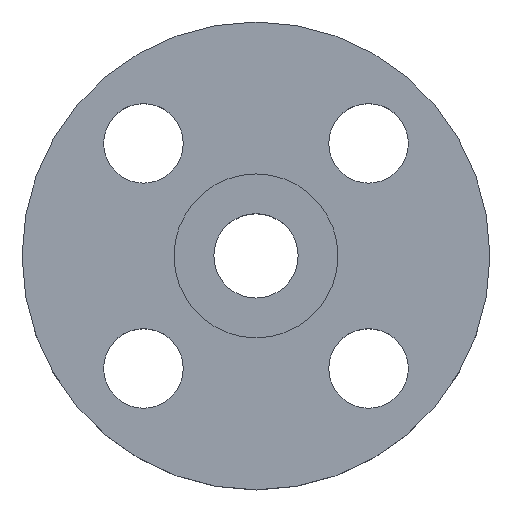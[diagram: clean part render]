
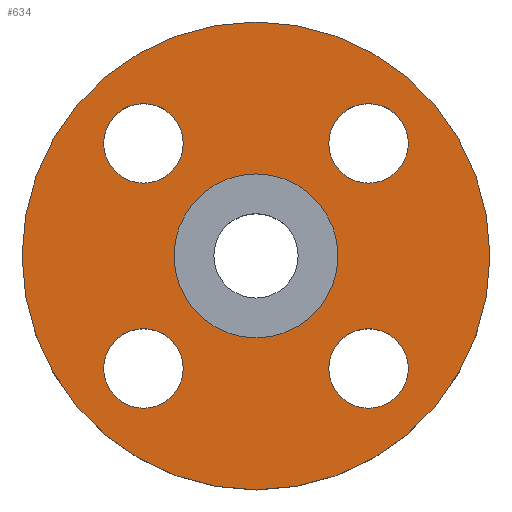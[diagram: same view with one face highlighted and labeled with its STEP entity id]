
A CAD part, top view. The second image highlights one B-rep face of the part: STEP entity #634.
In plain terms, the highlighted planar face has unit normal (0, 0, 1).
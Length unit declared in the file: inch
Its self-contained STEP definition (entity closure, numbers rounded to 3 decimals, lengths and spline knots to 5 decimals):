
#10 = VERTEX_POINT ( 'NONE', #41 ) ;
#15 = CARTESIAN_POINT ( 'NONE',  ( -1.41421, 0.91421, -0.25 ) ) ;
#17 = DIRECTION ( 'NONE',  ( 0., 0., 1. ) ) ;
#18 = DIRECTION ( 'NONE',  ( 0., 0., 1. ) ) ;
#41 = CARTESIAN_POINT ( 'NONE',  ( -1.03, 0., -0.25 ) ) ;
#49 = CARTESIAN_POINT ( 'NONE',  ( 1.41421, 1.41421, -0.25 ) ) ;
#52 = DIRECTION ( 'NONE',  ( 0., 1., 0. ) ) ;
#54 = CIRCLE ( 'NONE', #615, 1.03 ) ;
#59 = CARTESIAN_POINT ( 'NONE',  ( 1.41421, -0.91421, -0.25 ) ) ;
#66 = DIRECTION ( 'NONE',  ( 0., 0., 1. ) ) ;
#79 = VERTEX_POINT ( 'NONE', #163 ) ;
#99 = ORIENTED_EDGE ( 'NONE', *, *, #645, .F. ) ;
#113 = VERTEX_POINT ( 'NONE', #239 ) ;
#115 = CIRCLE ( 'NONE', #572, 0.5 ) ;
#123 = EDGE_LOOP ( 'NONE', ( #296, #773 ) ) ;
#126 = VERTEX_POINT ( 'NONE', #501 ) ;
#140 = DIRECTION ( 'NONE',  ( 0., 0., 1. ) ) ;
#150 = EDGE_CURVE ( 'NONE', #10, #126, #562, .T. ) ;
#158 = CARTESIAN_POINT ( 'NONE',  ( 0.91421, 1.41421, -0.25 ) ) ;
#160 = DIRECTION ( 'NONE',  ( 0., 0., 1. ) ) ;
#163 = CARTESIAN_POINT ( 'NONE',  ( 1.41421, -1.91421, -0.25 ) ) ;
#167 = CIRCLE ( 'NONE', #293, 0.5 ) ;
#171 = CARTESIAN_POINT ( 'NONE',  ( -1.91421, -1.41421, -0.25 ) ) ;
#189 = ORIENTED_EDGE ( 'NONE', *, *, #312, .F. ) ;
#205 = DIRECTION ( 'NONE',  ( -1., 0., 0. ) ) ;
#210 = PLANE ( 'NONE',  #653 ) ;
#212 = EDGE_CURVE ( 'NONE', #79, #224, #309, .T. ) ;
#213 = EDGE_CURVE ( 'NONE', #765, #113, #524, .T. ) ;
#217 = DIRECTION ( 'NONE',  ( 1., 0., 0. ) ) ;
#222 = CIRCLE ( 'NONE', #383, 0.5 ) ;
#224 = VERTEX_POINT ( 'NONE', #59 ) ;
#239 = CARTESIAN_POINT ( 'NONE',  ( 1.91421, 1.41421, -0.25 ) ) ;
#242 = EDGE_LOOP ( 'NONE', ( #550, #372 ) ) ;
#243 = EDGE_CURVE ( 'NONE', #126, #10, #54, .T. ) ;
#251 = EDGE_LOOP ( 'NONE', ( #333, #639 ) ) ;
#252 = CARTESIAN_POINT ( 'NONE',  ( 2.94, 0., -0.25 ) ) ;
#255 = FACE_BOUND ( 'NONE', #674, .T. ) ;
#258 = EDGE_CURVE ( 'NONE', #705, #278, #488, .T. ) ;
#260 = DIRECTION ( 'NONE',  ( 1., 0., 0. ) ) ;
#265 = ORIENTED_EDGE ( 'NONE', *, *, #736, .T. ) ;
#268 = CARTESIAN_POINT ( 'NONE',  ( 1.41421, -1.41421, -0.25 ) ) ;
#272 = CARTESIAN_POINT ( 'NONE',  ( -2.94, 0., -0.25 ) ) ;
#277 = DIRECTION ( 'NONE',  ( 0., 1., 0. ) ) ;
#278 = VERTEX_POINT ( 'NONE', #272 ) ;
#293 = AXIS2_PLACEMENT_3D ( 'NONE', #49, #66, #307 ) ;
#296 = ORIENTED_EDGE ( 'NONE', *, *, #597, .F. ) ;
#307 = DIRECTION ( 'NONE',  ( 1., 0., 0. ) ) ;
#309 = CIRCLE ( 'NONE', #376, 0.5 ) ;
#312 = EDGE_CURVE ( 'NONE', #224, #79, #364, .T. ) ;
#315 = CARTESIAN_POINT ( 'NONE',  ( 0., 0., -0.25 ) ) ;
#320 = CARTESIAN_POINT ( 'NONE',  ( 1.41421, 1.41421, -0.25 ) ) ;
#327 = DIRECTION ( 'NONE',  ( 1., 0., 0. ) ) ;
#333 = ORIENTED_EDGE ( 'NONE', *, *, #243, .T. ) ;
#347 = EDGE_CURVE ( 'NONE', #709, #564, #745, .T. ) ;
#350 = DIRECTION ( 'NONE',  ( 0., 0., 1. ) ) ;
#364 = CIRCLE ( 'NONE', #413, 0.5 ) ;
#372 = ORIENTED_EDGE ( 'NONE', *, *, #393, .F. ) ;
#374 = CARTESIAN_POINT ( 'NONE',  ( -0.91421, -1.41421, -0.25 ) ) ;
#376 = AXIS2_PLACEMENT_3D ( 'NONE', #268, #606, #763 ) ;
#378 = FACE_OUTER_BOUND ( 'NONE', #688, .T. ) ;
#380 = FACE_BOUND ( 'NONE', #242, .T. ) ;
#383 = AXIS2_PLACEMENT_3D ( 'NONE', #623, #554, #205 ) ;
#386 = CARTESIAN_POINT ( 'NONE',  ( 0., 0., -0.25 ) ) ;
#390 = DIRECTION ( 'NONE',  ( 0., 0., -1. ) ) ;
#392 = ORIENTED_EDGE ( 'NONE', *, *, #347, .F. ) ;
#393 = EDGE_CURVE ( 'NONE', #628, #690, #658, .T. ) ;
#410 = DIRECTION ( 'NONE',  ( 0., 0., 1. ) ) ;
#413 = AXIS2_PLACEMENT_3D ( 'NONE', #566, #160, #715 ) ;
#443 = FACE_BOUND ( 'NONE', #479, .T. ) ;
#445 = CIRCLE ( 'NONE', #586, 2.94 ) ;
#476 = AXIS2_PLACEMENT_3D ( 'NONE', #320, #626, #217 ) ;
#479 = EDGE_LOOP ( 'NONE', ( #614, #189 ) ) ;
#488 = CIRCLE ( 'NONE', #589, 2.94 ) ;
#501 = CARTESIAN_POINT ( 'NONE',  ( 1.03, 0., -0.25 ) ) ;
#504 = CARTESIAN_POINT ( 'NONE',  ( 0., 0., -0.25 ) ) ;
#507 = DIRECTION ( 'NONE',  ( 1., 0., 0. ) ) ;
#508 = EDGE_CURVE ( 'NONE', #690, #628, #115, .T. ) ;
#524 = CIRCLE ( 'NONE', #476, 0.5 ) ;
#541 = CARTESIAN_POINT ( 'NONE',  ( 0., 0., -0.25 ) ) ;
#549 = AXIS2_PLACEMENT_3D ( 'NONE', #778, #410, #771 ) ;
#550 = ORIENTED_EDGE ( 'NONE', *, *, #508, .F. ) ;
#554 = DIRECTION ( 'NONE',  ( 0., 0., 1. ) ) ;
#562 = CIRCLE ( 'NONE', #673, 1.03 ) ;
#564 = VERTEX_POINT ( 'NONE', #171 ) ;
#566 = CARTESIAN_POINT ( 'NONE',  ( 1.41421, -1.41421, -0.25 ) ) ;
#568 = FACE_BOUND ( 'NONE', #251, .T. ) ;
#570 = CARTESIAN_POINT ( 'NONE',  ( 0., 0., -0.25 ) ) ;
#572 = AXIS2_PLACEMENT_3D ( 'NONE', #605, #786, #52 ) ;
#577 = ORIENTED_EDGE ( 'NONE', *, *, #258, .T. ) ;
#586 = AXIS2_PLACEMENT_3D ( 'NONE', #315, #17, #260 ) ;
#588 = CARTESIAN_POINT ( 'NONE',  ( -1.41421, 1.41421, -0.25 ) ) ;
#589 = AXIS2_PLACEMENT_3D ( 'NONE', #570, #18, #327 ) ;
#597 = EDGE_CURVE ( 'NONE', #113, #765, #167, .T. ) ;
#605 = CARTESIAN_POINT ( 'NONE',  ( -1.41421, 1.41421, -0.25 ) ) ;
#606 = DIRECTION ( 'NONE',  ( 0., 0., 1. ) ) ;
#614 = ORIENTED_EDGE ( 'NONE', *, *, #212, .F. ) ;
#615 = AXIS2_PLACEMENT_3D ( 'NONE', #541, #692, #754 ) ;
#623 = CARTESIAN_POINT ( 'NONE',  ( -1.41421, -1.41421, -0.25 ) ) ;
#626 = DIRECTION ( 'NONE',  ( 0., 0., 1. ) ) ;
#628 = VERTEX_POINT ( 'NONE', #15 ) ;
#629 = FACE_BOUND ( 'NONE', #123, .T. ) ;
#634 = ADVANCED_FACE ( 'NONE', ( #443, #255, #380, #629, #568, #378 ), #210, .T. ) ;
#636 = DIRECTION ( 'NONE',  ( 1., 0., 0. ) ) ;
#639 = ORIENTED_EDGE ( 'NONE', *, *, #150, .T. ) ;
#645 = EDGE_CURVE ( 'NONE', #564, #709, #222, .T. ) ;
#653 = AXIS2_PLACEMENT_3D ( 'NONE', #386, #140, #636 ) ;
#658 = CIRCLE ( 'NONE', #761, 0.5 ) ;
#673 = AXIS2_PLACEMENT_3D ( 'NONE', #504, #390, #507 ) ;
#674 = EDGE_LOOP ( 'NONE', ( #99, #392 ) ) ;
#680 = CARTESIAN_POINT ( 'NONE',  ( -1.41421, 1.91421, -0.25 ) ) ;
#688 = EDGE_LOOP ( 'NONE', ( #577, #265 ) ) ;
#690 = VERTEX_POINT ( 'NONE', #680 ) ;
#692 = DIRECTION ( 'NONE',  ( 0., 0., -1. ) ) ;
#705 = VERTEX_POINT ( 'NONE', #252 ) ;
#709 = VERTEX_POINT ( 'NONE', #374 ) ;
#715 = DIRECTION ( 'NONE',  ( 0., -1., 0. ) ) ;
#736 = EDGE_CURVE ( 'NONE', #278, #705, #445, .T. ) ;
#745 = CIRCLE ( 'NONE', #549, 0.5 ) ;
#754 = DIRECTION ( 'NONE',  ( 1., 0., 0. ) ) ;
#761 = AXIS2_PLACEMENT_3D ( 'NONE', #588, #350, #277 ) ;
#763 = DIRECTION ( 'NONE',  ( 0., -1., 0. ) ) ;
#765 = VERTEX_POINT ( 'NONE', #158 ) ;
#771 = DIRECTION ( 'NONE',  ( -1., 0., 0. ) ) ;
#773 = ORIENTED_EDGE ( 'NONE', *, *, #213, .F. ) ;
#778 = CARTESIAN_POINT ( 'NONE',  ( -1.41421, -1.41421, -0.25 ) ) ;
#786 = DIRECTION ( 'NONE',  ( 0., 0., 1. ) ) ;
